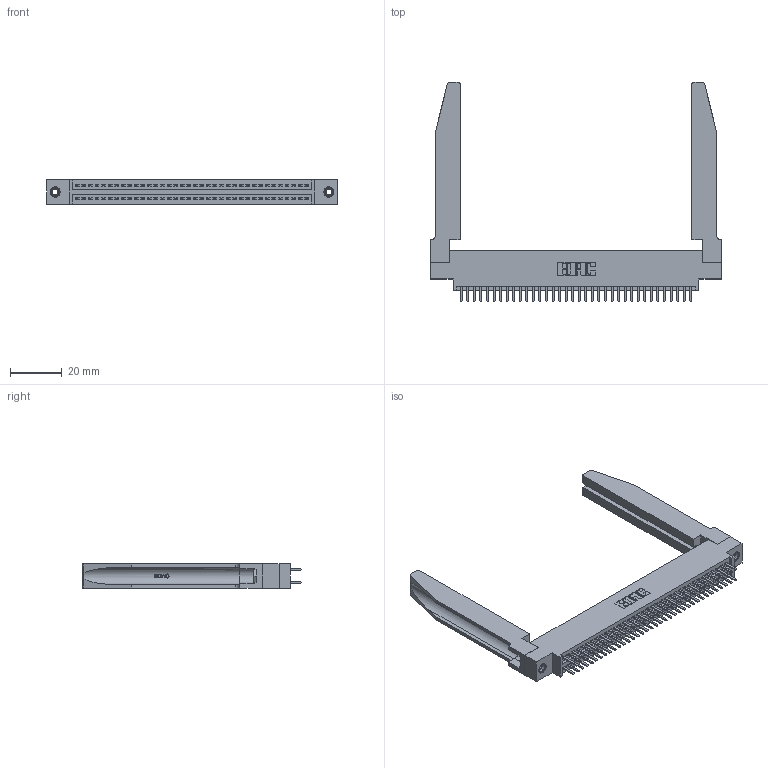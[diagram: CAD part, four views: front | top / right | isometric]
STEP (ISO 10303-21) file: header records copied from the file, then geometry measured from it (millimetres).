
FILE_DESCRIPTION (( 'STEP AP203' ), '1' );
FILE_NAME ('395-072-520-878.STEP', '2019-10-24T11:38:56', ( '' ), ( '' ), 'SwSTEP 2.0', 'SolidWorks 2016', '' );
FILE_SCHEMA (( 'CONFIG_CONTROL_DESIGN' ));
Length unit declared in the file: inch
Products named in the file (5): 345 Part_0.170 Offset - 0.156 Dia-TH; 345-292-001_345-293-120; 345-250-001_345-250-001-102; 345-220-078_345-220-078; 395-072-520-878
Assembly tree (77 placements, depth 2):
  395-072-520-878
    345 Part_0.170 Offset - 0.156 Dia-TH
    345-292-001_345-293-120  x72
    345-250-001_345-250-001-102  x2
    345-220-078_345-220-078  x2
Bounding box: 112.67 x 84.96 x 9.4 mm (x, y, z)
Volume: 18515 mm3; surface area: 22680.7 mm2
Topology: 77 solids, 77 shells, 4252 faces, 12265 edges, 7974 vertices
Faces by surface type: plane 2746, cylinder 1454, bspline 36, cone 12, torus 4
Entity records: 34040 total; most frequent: CARTESIAN_POINT 6643, ORIENTED_EDGE 5462, DIRECTION 4845, EDGE_CURVE 2731, VECTOR 2357, LINE 2357, VERTEX_POINT 1812, AXIS2_PLACEMENT_3D 1244
